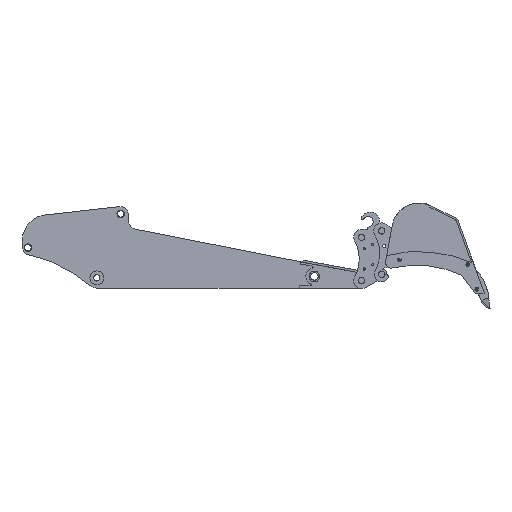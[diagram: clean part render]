
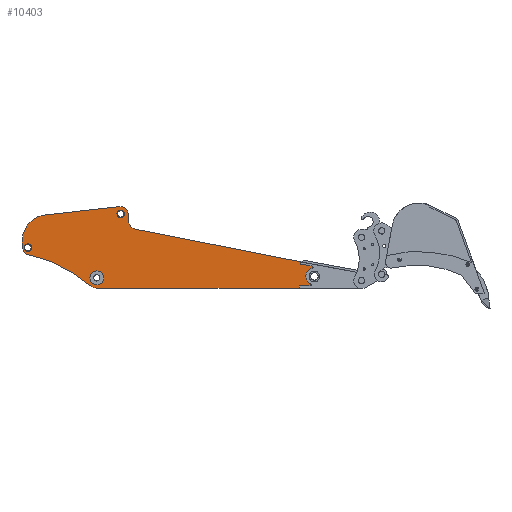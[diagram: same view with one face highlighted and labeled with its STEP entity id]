
A CAD part, front view. The second image highlights one B-rep face of the part: STEP entity #10403.
In plain terms, the highlighted planar face has unit normal (0, -1, 0).
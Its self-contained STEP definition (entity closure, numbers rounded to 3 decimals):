
#324=FACE_BOUND('',#1564,.T.);
#325=FACE_BOUND('',#1565,.T.);
#326=FACE_BOUND('',#1566,.T.);
#453=CIRCLE('',#10999,49.);
#454=CIRCLE('',#11001,49.);
#455=CIRCLE('',#11002,49.);
#502=CIRCLE('',#11122,14.);
#503=CIRCLE('',#11124,112.);
#504=CIRCLE('',#11126,14.);
#505=CIRCLE('',#11131,135.344);
#506=CIRCLE('',#11133,1890.);
#507=CIRCLE('',#11135,87.56);
#508=CIRCLE('',#11137,364.);
#509=CIRCLE('',#11140,98.);
#510=CIRCLE('',#11144,91.);
#511=CIRCLE('',#11146,112.);
#930=FACE_OUTER_BOUND('',#1563,.T.);
#1563=EDGE_LOOP('',(#7380,#7381,#7382,#7383,#7384,#7385,#7386,#7387,#7388,
#7389,#7390,#7391,#7392,#7393,#7394,#7395,#7396,#7397,#7398));
#1564=EDGE_LOOP('',(#7399));
#1565=EDGE_LOOP('',(#7400,#7401));
#1566=EDGE_LOOP('',(#7402));
#2159=LINE('',#15030,#3213);
#2361=LINE('',#15621,#3415);
#2363=LINE('',#15625,#3417);
#2365=LINE('',#15629,#3419);
#2371=LINE('',#15649,#3425);
#2374=LINE('',#15657,#3428);
#2376=LINE('',#15661,#3430);
#2382=LINE('',#15675,#3436);
#2387=LINE('',#15686,#3441);
#2391=LINE('',#15692,#3445);
#3213=VECTOR('',#11969,28.);
#3415=VECTOR('',#12553,140.);
#3417=VECTOR('',#12557,140.);
#3419=VECTOR('',#12561,2672.787);
#3425=VECTOR('',#12585,1031.521);
#3428=VECTOR('',#12594,110.72);
#3430=VECTOR('',#12598,140.);
#3436=VECTOR('',#12614,2223.267);
#3441=VECTOR('',#12625,140.);
#3445=VECTOR('',#12631,159.86);
#4261=VERTEX_POINT('',#15027);
#4262=VERTEX_POINT('',#15029);
#4311=VERTEX_POINT('',#15169);
#4312=VERTEX_POINT('',#15173);
#4313=VERTEX_POINT('',#15175);
#4456=VERTEX_POINT('',#15606);
#4457=VERTEX_POINT('',#15607);
#4458=VERTEX_POINT('',#15612);
#4459=VERTEX_POINT('',#15616);
#4460=VERTEX_POINT('',#15620);
#4461=VERTEX_POINT('',#15624);
#4462=VERTEX_POINT('',#15628);
#4463=VERTEX_POINT('',#15632);
#4464=VERTEX_POINT('',#15636);
#4465=VERTEX_POINT('',#15640);
#4466=VERTEX_POINT('',#15644);
#4467=VERTEX_POINT('',#15648);
#4468=VERTEX_POINT('',#15652);
#4469=VERTEX_POINT('',#15656);
#4470=VERTEX_POINT('',#15660);
#4471=VERTEX_POINT('',#15664);
#4472=VERTEX_POINT('',#15668);
#4476=VERTEX_POINT('',#15685);
#5233=EDGE_CURVE('',#4262,#4261,#2159,.T.);
#5299=EDGE_CURVE('',#4311,#4311,#453,.T.);
#5301=EDGE_CURVE('',#4313,#4312,#454,.T.);
#5302=EDGE_CURVE('',#4312,#4313,#455,.T.);
#5516=EDGE_CURVE('',#4456,#4457,#502,.T.);
#5519=EDGE_CURVE('',#4457,#4458,#503,.T.);
#5521=EDGE_CURVE('',#4458,#4459,#504,.T.);
#5523=EDGE_CURVE('',#4459,#4460,#2361,.T.);
#5525=EDGE_CURVE('',#4460,#4461,#2363,.T.);
#5527=EDGE_CURVE('',#4461,#4462,#2365,.T.);
#5530=EDGE_CURVE('',#4462,#4463,#505,.F.);
#5531=EDGE_CURVE('',#4463,#4464,#506,.T.);
#5533=EDGE_CURVE('',#4464,#4465,#507,.F.);
#5535=EDGE_CURVE('',#4466,#4465,#508,.T.);
#5537=EDGE_CURVE('',#4467,#4466,#2371,.T.);
#5539=EDGE_CURVE('',#4468,#4467,#509,.T.);
#5541=EDGE_CURVE('',#4468,#4469,#2374,.T.);
#5543=EDGE_CURVE('',#4470,#4456,#2376,.T.);
#5545=EDGE_CURVE('',#4471,#4471,#510,.F.);
#5547=EDGE_CURVE('',#4472,#4469,#511,.F.);
#5551=EDGE_CURVE('',#4261,#4472,#2382,.T.);
#5556=EDGE_CURVE('',#4476,#4470,#2387,.T.);
#5560=EDGE_CURVE('',#4262,#4476,#2391,.T.);
#7380=ORIENTED_EDGE('',*,*,#5543,.F.);
#7381=ORIENTED_EDGE('',*,*,#5556,.F.);
#7382=ORIENTED_EDGE('',*,*,#5560,.F.);
#7383=ORIENTED_EDGE('',*,*,#5233,.T.);
#7384=ORIENTED_EDGE('',*,*,#5551,.T.);
#7385=ORIENTED_EDGE('',*,*,#5547,.T.);
#7386=ORIENTED_EDGE('',*,*,#5541,.F.);
#7387=ORIENTED_EDGE('',*,*,#5539,.T.);
#7388=ORIENTED_EDGE('',*,*,#5537,.T.);
#7389=ORIENTED_EDGE('',*,*,#5535,.T.);
#7390=ORIENTED_EDGE('',*,*,#5533,.F.);
#7391=ORIENTED_EDGE('',*,*,#5531,.F.);
#7392=ORIENTED_EDGE('',*,*,#5530,.F.);
#7393=ORIENTED_EDGE('',*,*,#5527,.F.);
#7394=ORIENTED_EDGE('',*,*,#5525,.F.);
#7395=ORIENTED_EDGE('',*,*,#5523,.F.);
#7396=ORIENTED_EDGE('',*,*,#5521,.F.);
#7397=ORIENTED_EDGE('',*,*,#5519,.F.);
#7398=ORIENTED_EDGE('',*,*,#5516,.F.);
#7399=ORIENTED_EDGE('',*,*,#5299,.T.);
#7400=ORIENTED_EDGE('',*,*,#5301,.T.);
#7401=ORIENTED_EDGE('',*,*,#5302,.T.);
#7402=ORIENTED_EDGE('',*,*,#5545,.T.);
#9800=PLANE('',#11152);
#10403=ADVANCED_FACE('',(#930,#324,#325,#326),#9800,.T.);
#10999=AXIS2_PLACEMENT_3D('',#15171,#12123,#12124);
#11001=AXIS2_PLACEMENT_3D('',#15176,#12128,#12129);
#11002=AXIS2_PLACEMENT_3D('',#15177,#12130,#12131);
#11122=AXIS2_PLACEMENT_3D('',#15608,#12537,#12538);
#11124=AXIS2_PLACEMENT_3D('',#15613,#12543,#12544);
#11126=AXIS2_PLACEMENT_3D('',#15617,#12548,#12549);
#11131=AXIS2_PLACEMENT_3D('',#15634,#12566,#12567);
#11133=AXIS2_PLACEMENT_3D('',#15637,#12570,#12571);
#11135=AXIS2_PLACEMENT_3D('',#15641,#12575,#12576);
#11137=AXIS2_PLACEMENT_3D('',#15645,#12580,#12581);
#11140=AXIS2_PLACEMENT_3D('',#15653,#12589,#12590);
#11144=AXIS2_PLACEMENT_3D('',#15665,#12602,#12603);
#11146=AXIS2_PLACEMENT_3D('',#15669,#12607,#12608);
#11152=AXIS2_PLACEMENT_3D('',#15693,#12632,#12633);
#11969=DIRECTION('',(0.193,0.,0.981));
#12123=DIRECTION('center_axis',(0.,1.,0.));
#12124=DIRECTION('ref_axis',(-1.,0.,0.));
#12128=DIRECTION('center_axis',(0.,1.,0.));
#12129=DIRECTION('ref_axis',(-1.,0.,0.));
#12130=DIRECTION('center_axis',(0.,1.,0.));
#12131=DIRECTION('ref_axis',(-1.,0.,0.));
#12537=DIRECTION('center_axis',(0.,1.,0.));
#12538=DIRECTION('ref_axis',(1.,0.,0.));
#12543=DIRECTION('center_axis',(0.,-1.,0.));
#12544=DIRECTION('ref_axis',(1.,0.,0.));
#12548=DIRECTION('center_axis',(0.,1.,0.));
#12549=DIRECTION('ref_axis',(1.,0.,0.));
#12553=DIRECTION('',(-1.,0.,0.));
#12557=DIRECTION('',(0.,0.,-1.));
#12561=DIRECTION('',(-1.,0.,0.));
#12566=DIRECTION('center_axis',(0.,-1.,0.));
#12567=DIRECTION('ref_axis',(-1.,0.,0.));
#12570=DIRECTION('center_axis',(0.,-1.,0.));
#12571=DIRECTION('ref_axis',(-1.,0.,0.));
#12575=DIRECTION('center_axis',(0.,-1.,0.));
#12576=DIRECTION('ref_axis',(-1.,0.,0.));
#12580=DIRECTION('center_axis',(0.,-1.,0.));
#12581=DIRECTION('ref_axis',(-1.,0.,0.));
#12585=DIRECTION('',(-0.994,0.,-0.112));
#12589=DIRECTION('center_axis',(0.,-1.,0.));
#12590=DIRECTION('ref_axis',(-1.,0.,0.));
#12594=DIRECTION('',(0.086,0.,-0.996));
#12598=DIRECTION('',(0.983,0.,-0.181));
#12602=DIRECTION('center_axis',(0.,-1.,0.));
#12603=DIRECTION('ref_axis',(-1.,0.,0.));
#12607=DIRECTION('center_axis',(0.,-1.,0.));
#12608=DIRECTION('ref_axis',(-1.,0.,0.));
#12614=DIRECTION('',(-0.981,0.,0.193));
#12625=DIRECTION('',(-0.193,0.,-0.981));
#12631=DIRECTION('',(0.981,0.,-0.193));
#12632=DIRECTION('center_axis',(0.,-1.,0.));
#12633=DIRECTION('ref_axis',(-1.,0.,0.));
#15027=CARTESIAN_POINT('',(2693.473,-227.5,212.715));
#15029=CARTESIAN_POINT('',(2688.058,-227.5,185.243));
#15030=CARTESIAN_POINT('',(2688.058,-227.5,185.243));
#15169=CARTESIAN_POINT('',(364.058,-227.5,844.716));
#15171=CARTESIAN_POINT('Origin',(315.058,-227.5,844.716));
#15173=CARTESIAN_POINT('',(-860.942,-227.5,400.216));
#15175=CARTESIAN_POINT('',(-958.942,-227.5,400.216));
#15176=CARTESIAN_POINT('Origin',(-909.942,-227.5,400.216));
#15177=CARTESIAN_POINT('Origin',(-909.942,-227.5,400.216));
#15606=CARTESIAN_POINT('',(2844.901,-227.5,154.33));
#15607=CARTESIAN_POINT('',(2845.925,-227.5,127.024));
#15608=CARTESIAN_POINT('Origin',(2842.36,-227.5,140.562));
#15612=CARTESIAN_POINT('',(2823.136,-227.5,-80.839));
#15613=CARTESIAN_POINT('Origin',(2874.446,-227.5,18.716));
#15616=CARTESIAN_POINT('',(2816.722,-227.5,-107.284));
#15617=CARTESIAN_POINT('Origin',(2816.722,-227.5,-93.284));
#15620=CARTESIAN_POINT('',(2672.846,-227.5,-107.284));
#15621=CARTESIAN_POINT('',(743.202,-227.5,-107.284));
#15624=CARTESIAN_POINT('',(2672.846,-227.5,-135.284));
#15625=CARTESIAN_POINT('',(2672.846,-227.5,-18.612));
#15628=CARTESIAN_POINT('',(0.058,-227.5,-135.284));
#15629=CARTESIAN_POINT('',(2672.846,-227.5,-135.284));
#15632=CARTESIAN_POINT('',(-82.579,-227.5,-107.127));
#15634=CARTESIAN_POINT('Origin',(0.058,-227.5,0.06));
#15636=CARTESIAN_POINT('',(-909.942,-227.5,309.216));
#15637=CARTESIAN_POINT('Origin',(-1319.938,-227.5,-1535.778));
#15640=CARTESIAN_POINT('',(-977.645,-227.5,382.431));
#15641=CARTESIAN_POINT('Origin',(-890.947,-227.5,394.691));
#15644=CARTESIAN_POINT('',(-720.942,-227.5,826.203));
#15645=CARTESIAN_POINT('Origin',(-625.589,-227.5,474.914));
#15648=CARTESIAN_POINT('',(304.048,-227.5,942.096));
#15649=CARTESIAN_POINT('',(304.048,-227.5,942.096));
#15652=CARTESIAN_POINT('',(412.693,-227.5,853.174));
#15653=CARTESIAN_POINT('Origin',(315.058,-227.5,844.716));
#15656=CARTESIAN_POINT('',(422.248,-227.5,742.866));
#15657=CARTESIAN_POINT('',(412.693,-227.5,853.174));
#15660=CARTESIAN_POINT('',(2688.756,-227.5,183.147));
#15661=CARTESIAN_POINT('',(1815.723,-227.5,344.269));
#15664=CARTESIAN_POINT('',(-90.942,-227.5,0.06));
#15665=CARTESIAN_POINT('Origin',(0.058,-227.5,0.06));
#15668=CARTESIAN_POINT('',(512.172,-227.5,642.646));
#15669=CARTESIAN_POINT('Origin',(533.83,-227.5,752.532));
#15675=CARTESIAN_POINT('',(2693.473,-227.5,212.715));
#15685=CARTESIAN_POINT('',(2689.128,-227.5,185.033));
#15686=CARTESIAN_POINT('',(2615.325,-227.5,-189.412));
#15692=CARTESIAN_POINT('',(2688.058,-227.5,185.243));
#15693=CARTESIAN_POINT('Origin',(0.058,-227.5,0.06));
